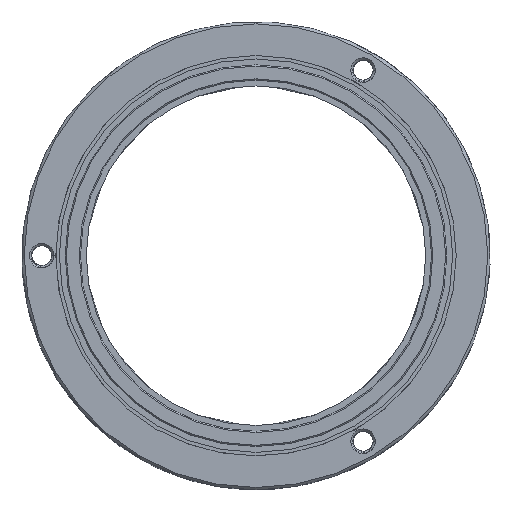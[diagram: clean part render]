
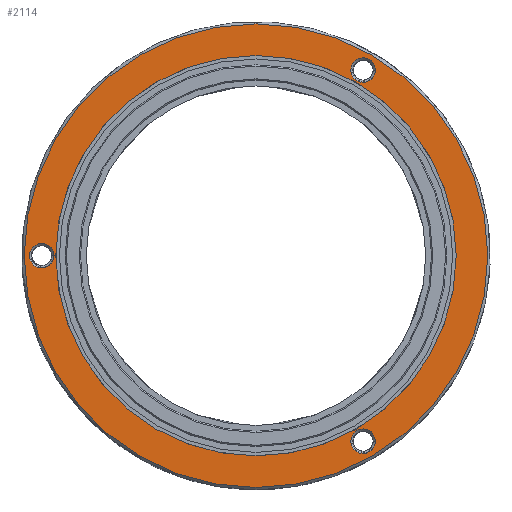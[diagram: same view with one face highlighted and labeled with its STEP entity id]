
A CAD part, left-side view. The second image highlights one B-rep face of the part: STEP entity #2114.
In plain terms, the highlighted planar face has unit normal (-1, 0, 0).
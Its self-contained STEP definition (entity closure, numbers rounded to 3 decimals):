
#777 = CARTESIAN_POINT ( 'NONE',  ( 8., -9.15, -15.848 ) ) ;
#782 = CARTESIAN_POINT ( 'NONE',  ( 8., 0., 0. ) ) ;
#997 = CARTESIAN_POINT ( 'NONE',  ( 8., 18.3, 0. ) ) ;
#1393 = CARTESIAN_POINT ( 'NONE',  ( 8., -9.15, -16.898 ) ) ;
#1459 = DIRECTION ( 'NONE',  ( 1., 0., 0. ) ) ;
#1520 = ORIENTED_EDGE ( 'NONE', *, *, #12420, .T. ) ;
#2114 = ADVANCED_FACE ( 'NONE', ( #13160, #9431, #24870, #22603, #3490 ), #13028, .F. ) ;
#2139 = EDGE_LOOP ( 'NONE', ( #1520 ) ) ;
#3177 = VERTEX_POINT ( 'NONE', #1393 ) ;
#3490 = FACE_BOUND ( 'NONE', #6555, .T. ) ;
#3530 = ORIENTED_EDGE ( 'NONE', *, *, #24746, .F. ) ;
#4015 = CARTESIAN_POINT ( 'NONE',  ( 8., -9.15, 15.848 ) ) ;
#4113 = CARTESIAN_POINT ( 'NONE',  ( 8., 0., 17.1 ) ) ;
#5068 = EDGE_CURVE ( 'NONE', #24183, #24183, #15736, .T. ) ;
#5612 = AXIS2_PLACEMENT_3D ( 'NONE', #777, #22082, #18289 ) ;
#5839 = AXIS2_PLACEMENT_3D ( 'NONE', #9283, #13124, #17026 ) ;
#5985 = CIRCLE ( 'NONE', #5612, 1.05 ) ;
#6345 = DIRECTION ( 'NONE',  ( 1., 0., 0. ) ) ;
#6555 = EDGE_LOOP ( 'NONE', ( #3530 ) ) ;
#6750 = VERTEX_POINT ( 'NONE', #6876 ) ;
#6876 = CARTESIAN_POINT ( 'NONE',  ( 8., 0., -19.8 ) ) ;
#7518 = AXIS2_PLACEMENT_3D ( 'NONE', #4015, #6345, #11757 ) ;
#7711 = EDGE_LOOP ( 'NONE', ( #14137 ) ) ;
#8318 = EDGE_CURVE ( 'NONE', #6750, #6750, #20702, .T. ) ;
#8419 = DIRECTION ( 'NONE',  ( 0., 0., -1. ) ) ;
#9193 = DIRECTION ( 'NONE',  ( 0., 0., -1. ) ) ;
#9283 = CARTESIAN_POINT ( 'NONE',  ( 8., 0., 0. ) ) ;
#9431 = FACE_BOUND ( 'NONE', #2139, .T. ) ;
#10819 = EDGE_CURVE ( 'NONE', #18503, #18503, #17598, .T. ) ;
#11757 = DIRECTION ( 'NONE',  ( 0., 0., -1. ) ) ;
#12174 = EDGE_LOOP ( 'NONE', ( #16573 ) ) ;
#12420 = EDGE_CURVE ( 'NONE', #3177, #3177, #5985, .T. ) ;
#13028 = PLANE ( 'NONE',  #17549 ) ;
#13124 = DIRECTION ( 'NONE',  ( -1., 0., 0. ) ) ;
#13160 = FACE_OUTER_BOUND ( 'NONE', #7711, .T. ) ;
#13761 = DIRECTION ( 'NONE',  ( -1., 0., 0. ) ) ;
#14137 = ORIENTED_EDGE ( 'NONE', *, *, #8318, .T. ) ;
#15736 = CIRCLE ( 'NONE', #16568, 1.05 ) ;
#16486 = DIRECTION ( 'NONE',  ( 1., 0., 0. ) ) ;
#16568 = AXIS2_PLACEMENT_3D ( 'NONE', #997, #16486, #23792 ) ;
#16573 = ORIENTED_EDGE ( 'NONE', *, *, #10819, .T. ) ;
#17026 = DIRECTION ( 'NONE',  ( 0., 0., 1. ) ) ;
#17549 = AXIS2_PLACEMENT_3D ( 'NONE', #18835, #1459, #9193 ) ;
#17598 = CIRCLE ( 'NONE', #7518, 1.05 ) ;
#17673 = VERTEX_POINT ( 'NONE', #4113 ) ;
#18289 = DIRECTION ( 'NONE',  ( 0., 0., -1. ) ) ;
#18359 = CIRCLE ( 'NONE', #5839, 17.1 ) ;
#18503 = VERTEX_POINT ( 'NONE', #20676 ) ;
#18530 = EDGE_LOOP ( 'NONE', ( #19833 ) ) ;
#18835 = CARTESIAN_POINT ( 'NONE',  ( 8., 20., 0. ) ) ;
#19833 = ORIENTED_EDGE ( 'NONE', *, *, #5068, .T. ) ;
#20552 = CARTESIAN_POINT ( 'NONE',  ( 8., 18.3, -1.05 ) ) ;
#20676 = CARTESIAN_POINT ( 'NONE',  ( 8., -9.15, 14.798 ) ) ;
#20702 = CIRCLE ( 'NONE', #21060, 19.8 ) ;
#21060 = AXIS2_PLACEMENT_3D ( 'NONE', #782, #13761, #8419 ) ;
#22082 = DIRECTION ( 'NONE',  ( 1., 0., 0. ) ) ;
#22603 = FACE_BOUND ( 'NONE', #18530, .T. ) ;
#23792 = DIRECTION ( 'NONE',  ( 0., 0., -1. ) ) ;
#24183 = VERTEX_POINT ( 'NONE', #20552 ) ;
#24746 = EDGE_CURVE ( 'NONE', #17673, #17673, #18359, .T. ) ;
#24870 = FACE_BOUND ( 'NONE', #12174, .T. ) ;
